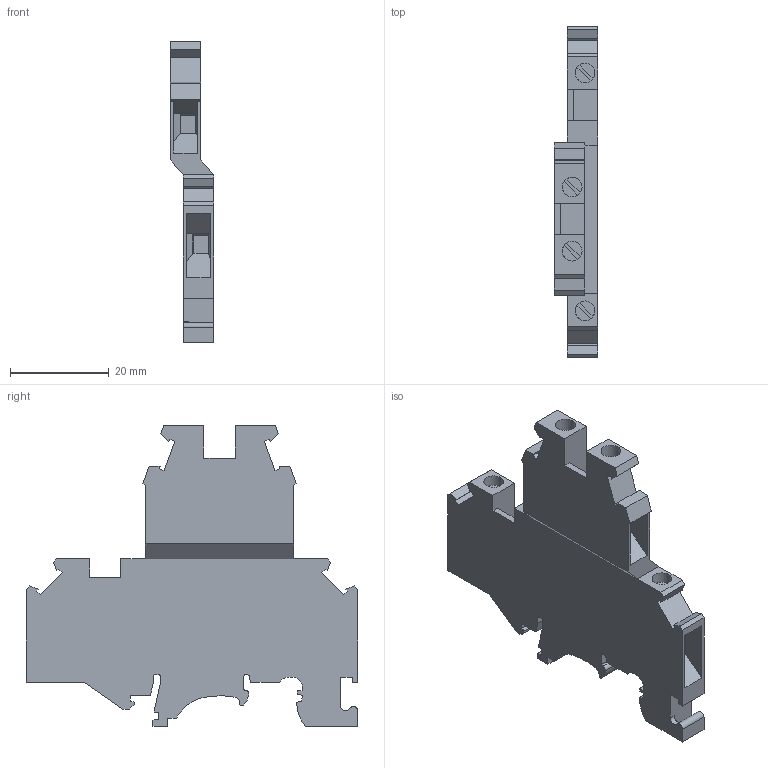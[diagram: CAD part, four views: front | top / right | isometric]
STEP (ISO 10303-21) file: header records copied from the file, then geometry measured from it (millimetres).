
FILE_DESCRIPTION( ('This file contains a STEP AP42 implementation' ,'as created by ZW3D STEP Interface translator.') ,'2;1' );
FILE_NAME( 'RUKKB5傷赽耀倰.stp' ,'23 6 9.161351', (''), ('ZWCAD Software Co.'), 'Version 1.0', 'ZW3D to STEP translator', '' );
FILE_SCHEMA(('AUTOMOTIVE_DESIGN { 1 0 10303 214 1 1 1 1 }'));
Length unit declared in the file: millimetre
Products named in the file (2): 0; RUKKB5
Bounding box: 8.75 x 67.15 x 60.9 mm (x, y, z)
Volume: 13466 mm3; surface area: 8268.1 mm2
Topology: 1 solids, 1 shells, 205 faces, 586 edges, 389 vertices
Faces by surface type: plane 185, cylinder 20
Full cylindrical faces by diameter (mm): 4 x4
Entity records: 6842 total; most frequent: CARTESIAN_POINT 1181, ORIENTED_EDGE 1172, DIRECTION 1058, EDGE_CURVE 586, VECTOR 526, LINE 526, VERTEX_POINT 389, AXIS2_PLACEMENT_3D 266
